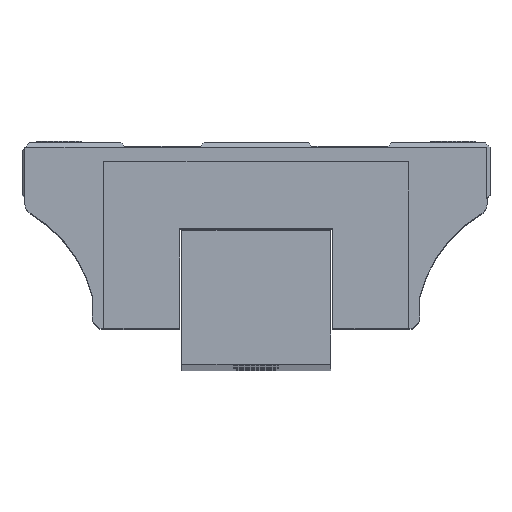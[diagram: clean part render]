
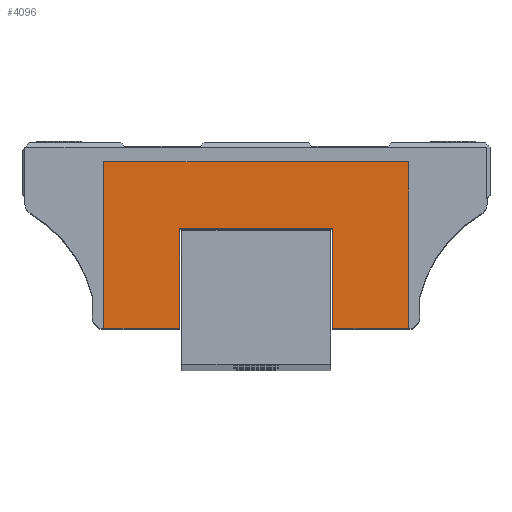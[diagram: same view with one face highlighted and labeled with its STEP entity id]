
A CAD part, top view. The second image highlights one B-rep face of the part: STEP entity #4096.
In plain terms, the highlighted planar face has unit normal (0, 0, 1).
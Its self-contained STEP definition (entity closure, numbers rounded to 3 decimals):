
#2093=DIRECTION('',(0.,-1.,0.));
#2094=VECTOR('',#2093,22.4);
#2095=CARTESIAN_POINT('',(-20.5,12.9,41.2));
#2096=LINE('',#2095,#2094);
#2097=DIRECTION('',(-1.,0.,0.));
#2098=VECTOR('',#2097,41.);
#2099=CARTESIAN_POINT('',(20.5,12.9,41.2));
#2100=LINE('',#2099,#2098);
#2101=DIRECTION('',(0.,1.,0.));
#2102=VECTOR('',#2101,22.4);
#2103=CARTESIAN_POINT('',(20.5,-9.5,41.2));
#2104=LINE('',#2103,#2102);
#2105=DIRECTION('',(1.,0.,0.));
#2106=VECTOR('',#2105,10.2);
#2107=CARTESIAN_POINT('',(10.3,-9.5,41.2));
#2108=LINE('',#2107,#2106);
#2109=DIRECTION('',(0.,-1.,0.));
#2110=VECTOR('',#2109,13.4);
#2111=CARTESIAN_POINT('',(10.3,3.9,41.2));
#2112=LINE('',#2111,#2110);
#2113=DIRECTION('',(1.,0.,0.));
#2114=VECTOR('',#2113,20.6);
#2115=CARTESIAN_POINT('',(-10.3,3.9,41.2));
#2116=LINE('',#2115,#2114);
#2117=DIRECTION('',(0.,1.,0.));
#2118=VECTOR('',#2117,13.4);
#2119=CARTESIAN_POINT('',(-10.3,-9.5,41.2));
#2120=LINE('',#2119,#2118);
#2121=DIRECTION('',(1.,0.,0.));
#2122=VECTOR('',#2121,10.2);
#2123=CARTESIAN_POINT('',(-20.5,-9.5,41.2));
#2124=LINE('',#2123,#2122);
#3252=CARTESIAN_POINT('',(-20.5,12.9,41.2));
#3253=CARTESIAN_POINT('',(-20.5,-9.5,41.2));
#3254=VERTEX_POINT('',#3252);
#3255=VERTEX_POINT('',#3253);
#3256=CARTESIAN_POINT('',(-10.3,-9.5,41.2));
#3257=VERTEX_POINT('',#3256);
#3258=CARTESIAN_POINT('',(-10.3,3.9,41.2));
#3259=VERTEX_POINT('',#3258);
#3260=CARTESIAN_POINT('',(10.3,3.9,41.2));
#3261=CARTESIAN_POINT('',(10.3,-9.5,41.2));
#3262=VERTEX_POINT('',#3260);
#3263=VERTEX_POINT('',#3261);
#3264=CARTESIAN_POINT('',(20.5,-9.5,41.2));
#3265=VERTEX_POINT('',#3264);
#3266=CARTESIAN_POINT('',(20.5,12.9,41.2));
#3267=VERTEX_POINT('',#3266);
#4081=CARTESIAN_POINT('',(0.,0.,41.2));
#4082=DIRECTION('',(0.,0.,1.));
#4083=DIRECTION('',(1.,0.,0.));
#4084=AXIS2_PLACEMENT_3D('',#4081,#4082,#4083);
#4085=PLANE('',#4084);
#4086=ORIENTED_EDGE('',*,*,#3607,.F.);
#4087=ORIENTED_EDGE('',*,*,#3622,.F.);
#4088=ORIENTED_EDGE('',*,*,#3636,.F.);
#4089=ORIENTED_EDGE('',*,*,#3663,.F.);
#4090=ORIENTED_EDGE('',*,*,#3985,.F.);
#4091=ORIENTED_EDGE('',*,*,#4075,.F.);
#4092=ORIENTED_EDGE('',*,*,#3945,.F.);
#4093=ORIENTED_EDGE('',*,*,#3787,.F.);
#4094=EDGE_LOOP('',(#4086,#4087,#4088,#4089,#4090,#4091,#4092,#4093));
#4095=FACE_OUTER_BOUND('',#4094,.F.);
#4096=ADVANCED_FACE('',(#4095),#4085,.T.);
#3607=EDGE_CURVE('',#3254,#3255,#2096,.T.);
#3622=EDGE_CURVE('',#3267,#3254,#2100,.T.);
#3636=EDGE_CURVE('',#3265,#3267,#2104,.T.);
#3663=EDGE_CURVE('',#3263,#3265,#2108,.T.);
#3787=EDGE_CURVE('',#3255,#3257,#2124,.T.);
#3945=EDGE_CURVE('',#3257,#3259,#2120,.T.);
#3985=EDGE_CURVE('',#3262,#3263,#2112,.T.);
#4075=EDGE_CURVE('',#3259,#3262,#2116,.T.);
